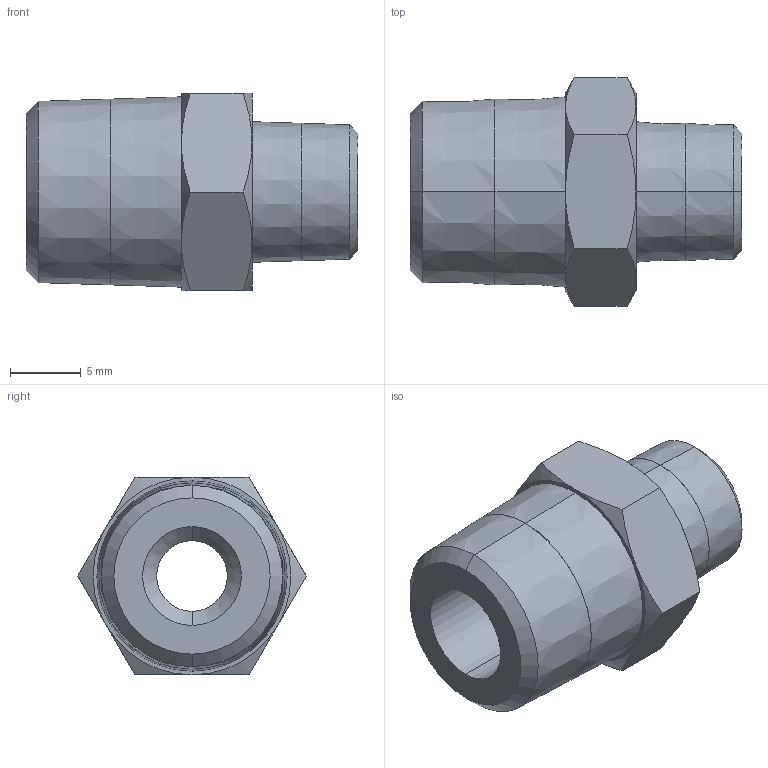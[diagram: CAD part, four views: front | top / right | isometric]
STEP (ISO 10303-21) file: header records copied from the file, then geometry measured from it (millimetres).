
FILE_DESCRIPTION(('STEP AP214'),'1');
FILE_NAME('1821_13_10.stp','2016-07-07T14:25:05',('TraceParts'),('TraceParts S.A.'),'Spatial InterOp 3D',' ',' ');
FILE_SCHEMA(('automotive_design'));
Length unit declared in the file: millimetre
Products named in the file (1): 155:PI1#E562
Bounding box: 23.5 x 16.17 x 14 mm (x, y, z)
Volume: 2190.3 mm3; surface area: 1687.5 mm2
Topology: 1 solids, 1 shells, 48 faces, 100 edges, 60 vertices
Faces by surface type: cone 26, plane 14, cylinder 8
Entity records: 1773 total; most frequent: CARTESIAN_POINT 345, DIRECTION 222, ORIENTED_EDGE 200, EDGE_CURVE 100, AXIS2_PLACEMENT_3D 97, VERTEX_POINT 60, EDGE_LOOP 56, STYLED_ITEM 49
